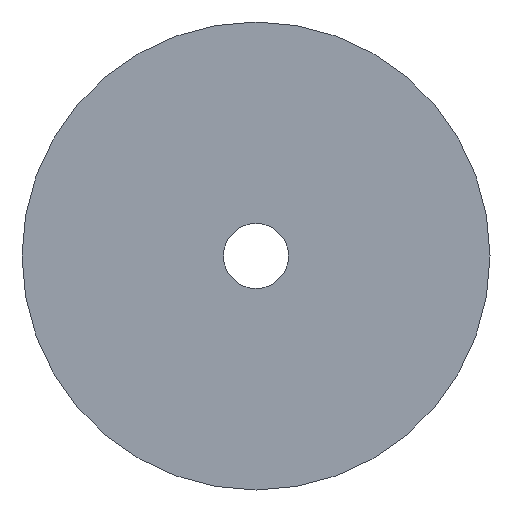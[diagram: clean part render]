
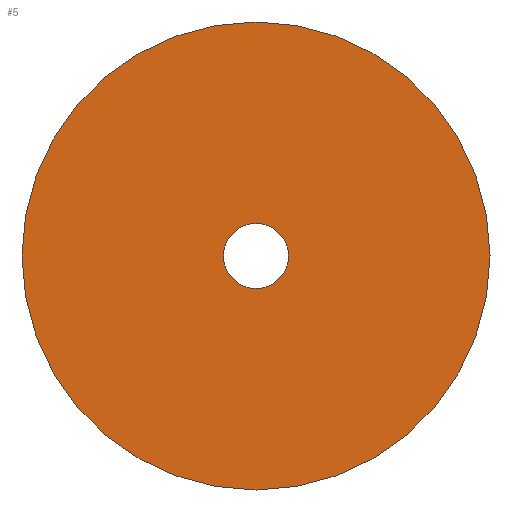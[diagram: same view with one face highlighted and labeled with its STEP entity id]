
A CAD part, front view. The second image highlights one B-rep face of the part: STEP entity #5.
In plain terms, the highlighted planar face has unit normal (0, -1, 0).
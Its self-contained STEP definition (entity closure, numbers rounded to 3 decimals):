
#5 = ADVANCED_FACE ( 'NONE', ( #136, #103 ), #83, .F. ) ;
#6 = EDGE_LOOP ( 'NONE', ( #11, #12 ) ) ;
#9 = EDGE_CURVE ( 'NONE', #110, #123, #135, .T. ) ;
#10 = EDGE_CURVE ( 'NONE', #17, #18, #146, .T. ) ;
#11 = ORIENTED_EDGE ( 'NONE', *, *, #10, .F. ) ;
#12 = ORIENTED_EDGE ( 'NONE', *, *, #23, .F. ) ;
#13 = EDGE_LOOP ( 'NONE', ( #35, #65 ) ) ;
#17 = VERTEX_POINT ( 'NONE', #129 ) ;
#18 = VERTEX_POINT ( 'NONE', #128 ) ;
#23 = EDGE_CURVE ( 'NONE', #18, #17, #72, .T. ) ;
#35 = ORIENTED_EDGE ( 'NONE', *, *, #9, .T. ) ;
#65 = ORIENTED_EDGE ( 'NONE', *, *, #99, .T. ) ;
#72 = CIRCLE ( 'NONE', #162, 18. ) ;
#79 = DIRECTION ( 'NONE',  ( 0., 0., 1. ) ) ;
#80 = DIRECTION ( 'NONE',  ( 0., 1., 0. ) ) ;
#81 = CARTESIAN_POINT ( 'NONE',  ( 2.5, -22., 0. ) ) ;
#82 = AXIS2_PLACEMENT_3D ( 'NONE', #81, #80, #79 ) ;
#83 = PLANE ( 'NONE',  #82 ) ;
#84 = CARTESIAN_POINT ( 'NONE',  ( 0., -22., 0. ) ) ;
#85 = CARTESIAN_POINT ( 'NONE',  ( 0., -22., 0. ) ) ;
#87 = DIRECTION ( 'NONE',  ( 0., 0., 1. ) ) ;
#88 = DIRECTION ( 'NONE',  ( 0., 1., 0. ) ) ;
#89 = AXIS2_PLACEMENT_3D ( 'NONE', #84, #88, #87 ) ;
#99 = EDGE_CURVE ( 'NONE', #123, #110, #285, .T. ) ;
#103 = FACE_BOUND ( 'NONE', #13, .T. ) ;
#110 = VERTEX_POINT ( 'NONE', #267 ) ;
#123 = VERTEX_POINT ( 'NONE', #299 ) ;
#128 = CARTESIAN_POINT ( 'NONE',  ( 0., -22., 18. ) ) ;
#129 = CARTESIAN_POINT ( 'NONE',  ( 0., -22., -18. ) ) ;
#135 = CIRCLE ( 'NONE', #89, 2.5 ) ;
#136 = FACE_OUTER_BOUND ( 'NONE', #6, .T. ) ;
#143 = DIRECTION ( 'NONE',  ( 0., 0., 1. ) ) ;
#144 = DIRECTION ( 'NONE',  ( 0., 1., 0. ) ) ;
#145 = AXIS2_PLACEMENT_3D ( 'NONE', #85, #144, #143 ) ;
#146 = CIRCLE ( 'NONE', #145, 18. ) ;
#147 = CARTESIAN_POINT ( 'NONE',  ( 0., -22., 0. ) ) ;
#149 = DIRECTION ( 'NONE',  ( 0., 0., 1. ) ) ;
#161 = DIRECTION ( 'NONE',  ( 0., 1., 0. ) ) ;
#162 = AXIS2_PLACEMENT_3D ( 'NONE', #147, #161, #149 ) ;
#244 = DIRECTION ( 'NONE',  ( 0., 0., 1. ) ) ;
#245 = DIRECTION ( 'NONE',  ( 0., 1., 0. ) ) ;
#267 = CARTESIAN_POINT ( 'NONE',  ( 0., -22., 2.5 ) ) ;
#283 = CARTESIAN_POINT ( 'NONE',  ( 0., -22., 0. ) ) ;
#284 = AXIS2_PLACEMENT_3D ( 'NONE', #283, #245, #244 ) ;
#285 = CIRCLE ( 'NONE', #284, 2.5 ) ;
#299 = CARTESIAN_POINT ( 'NONE',  ( 0., -22., -2.5 ) ) ;
